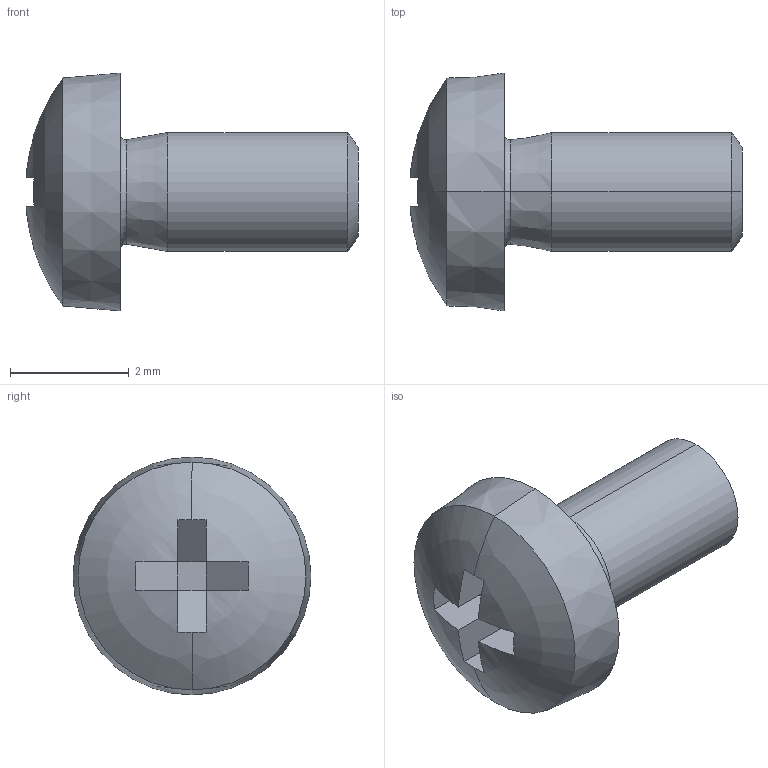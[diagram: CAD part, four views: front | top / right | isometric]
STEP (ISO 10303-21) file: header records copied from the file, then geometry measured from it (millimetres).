
FILE_DESCRIPTION(('STEP AP242'),'1');
FILE_NAME('622172x4.stp','2020-09-05T06:44:10',('TraceParts'),('TraceParts S.A.'),'Spatial InterOp 3D',' ',' ');
FILE_SCHEMA(('AP242_MANAGED_MODEL_BASED_3D_ENGINEERING_MIM_LF {1 0 10303 442 1 1 4}'));
Length unit declared in the file: millimetre
Products named in the file (1): 622172x4
Bounding box: 5.58 x 4 x 4 mm (x, y, z)
Volume: 25.8 mm3; surface area: 69.5 mm2
Topology: 1 solids, 2 shells, 33 faces, 76 edges, 48 vertices
Faces by surface type: plane 19, cone 6, cylinder 4, sphere 2, torus 2
Entity records: 1220 total; most frequent: DIRECTION 180, CARTESIAN_POINT 158, ORIENTED_EDGE 152, EDGE_CURVE 76, AXIS2_PLACEMENT_3D 70, VERTEX_POINT 48, LINE 40, VECTOR 40
